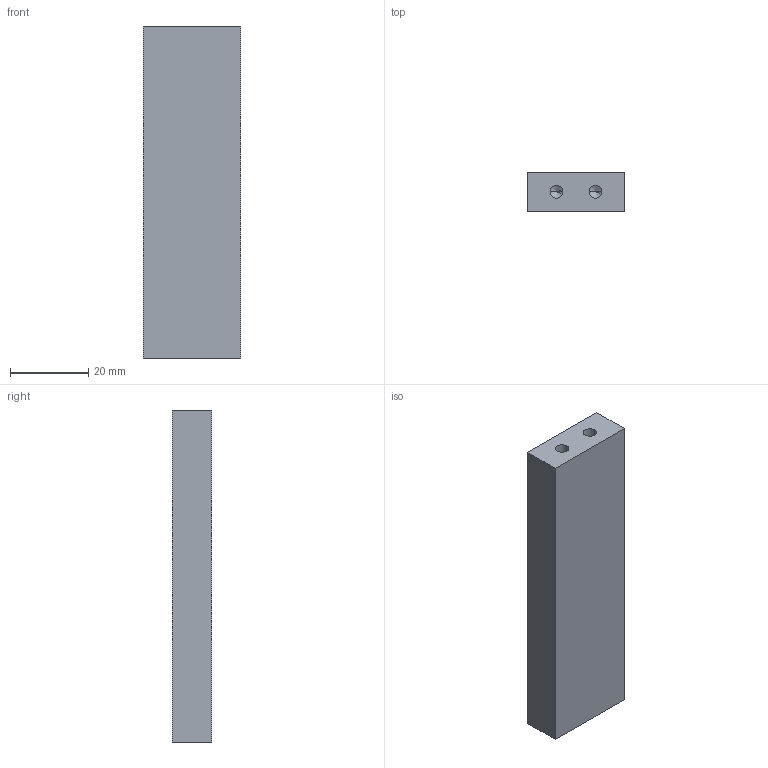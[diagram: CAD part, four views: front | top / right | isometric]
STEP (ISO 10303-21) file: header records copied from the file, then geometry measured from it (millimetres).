
FILE_DESCRIPTION (( 'STEP AP214' ), '1' );
FILE_NAME ('ROV_USI_014_D_Support bidon_Colonne.STEP', '2021-10-13T13:34:41', ( '' ), ( '' ), 'SwSTEP 2.0', 'SolidWorks 2016', '' );
FILE_SCHEMA (( 'AUTOMOTIVE_DESIGN' ));
Length unit declared in the file: millimetre
Products named in the file (1): ROV_USI_014_D_Support bidon_Colonne
Bounding box: 25 x 10 x 85 mm (x, y, z)
Volume: 20893.2 mm3; surface area: 6874.5 mm2
Topology: 1 solids, 1 shells, 22 faces, 52 edges, 28 vertices
Faces by surface type: cylinder 8, cone 8, plane 6
Entity records: 606 total; most frequent: DIRECTION 106, CARTESIAN_POINT 95, ORIENTED_EDGE 88, EDGE_CURVE 44, AXIS2_PLACEMENT_3D 39, LINE 28, VERTEX_POINT 28, VECTOR 28
